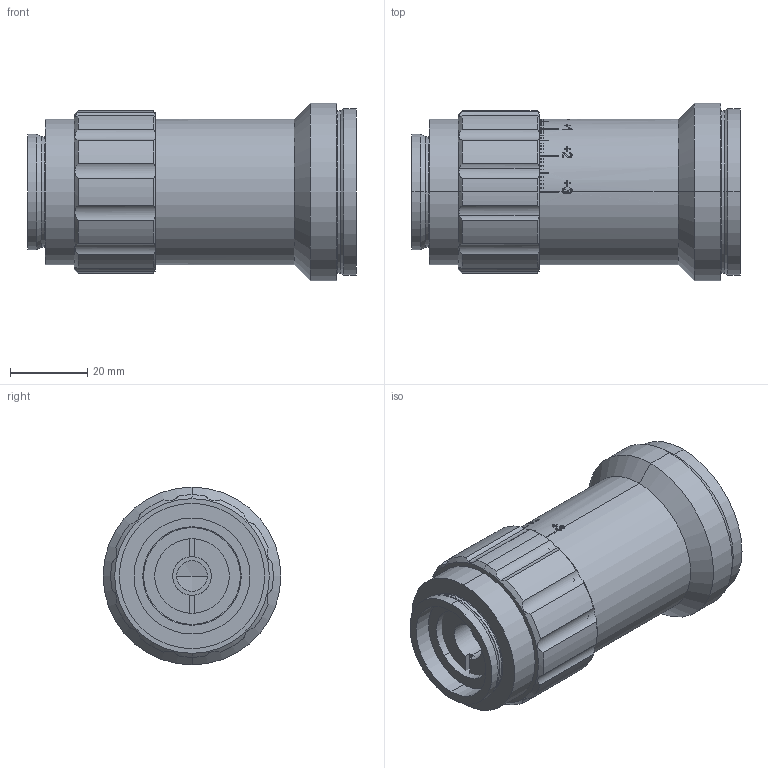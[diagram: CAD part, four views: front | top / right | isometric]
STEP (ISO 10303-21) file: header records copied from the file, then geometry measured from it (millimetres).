
FILE_DESCRIPTION (( 'STEP AP203' ), '1' );
FILE_NAME ('S6EXP0050_075_01.STEP', '2015-06-25T10:46:35', ( '' ), ( '' ), 'SwSTEP 2.0', 'SolidWorks 2014', '' );
FILE_SCHEMA (( 'CONFIG_CONTROL_DESIGN' ));
Length unit declared in the file: millimetre
Products named in the file (1): S6EXP0050_075_01
Bounding box: 85 x 46 x 46 mm (x, y, z)
Surface area: 17200.7 mm2 (no closed solid volume)
Topology: 0 solids, 18 shells, 383 faces, 1410 edges, 997 vertices
Faces by surface type: plane 224, cylinder 76, bspline 50, cone 23, torus 8, sphere 2
Entity records: 22010 total; most frequent: CARTESIAN_POINT 10763, DIRECTION 2155, ORIENTED_EDGE 2127, EDGE_CURVE 1410, VERTEX_POINT 997, LINE 781, VECTOR 781, AXIS2_PLACEMENT_3D 687
